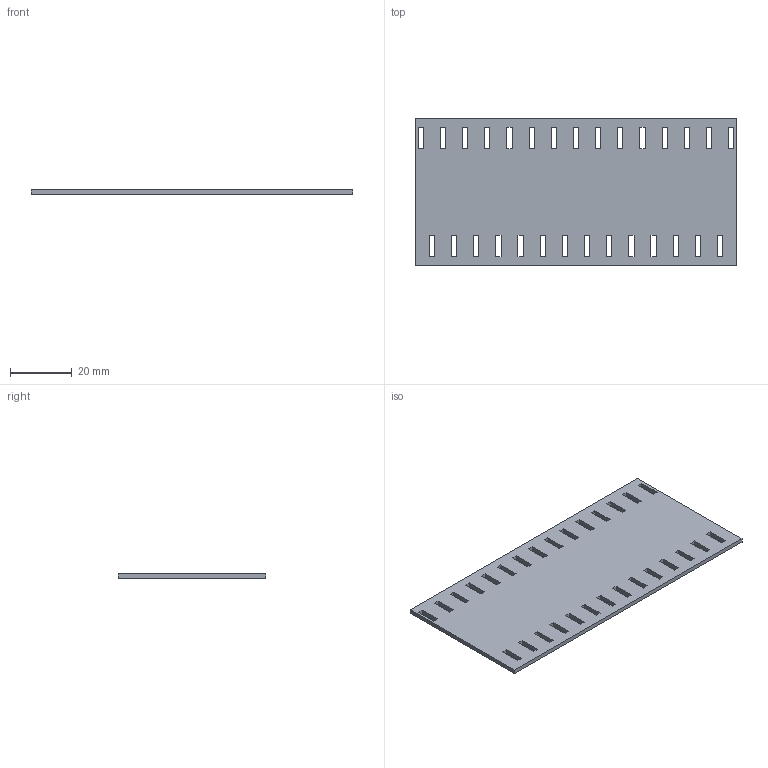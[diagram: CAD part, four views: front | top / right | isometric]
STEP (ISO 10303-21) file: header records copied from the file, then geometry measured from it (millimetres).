
FILE_DESCRIPTION (( 'STEP AP214' ), '1' );
FILE_NAME ('PCB_paper.STEP', '2023-04-21T21:02:35', ( '' ), ( '' ), 'SwSTEP 2.0', 'SolidWorks 2020', '' );
FILE_SCHEMA (( 'AUTOMOTIVE_DESIGN' ));
Length unit declared in the file: millimetre
Products named in the file (1): PCB_paper
Bounding box: 104.5 x 48 x 1.4 mm (x, y, z)
Volume: 6536.9 mm3; surface area: 10489.3 mm2
Topology: 1 solids, 1 shells, 252 faces, 702 edges, 468 vertices
Faces by surface type: plane 211, bspline 41
Entity records: 10394 total; most frequent: CARTESIAN_POINT 4048, ORIENTED_EDGE 1404, DIRECTION 1044, EDGE_CURVE 702, VECTOR 620, LINE 620, VERTEX_POINT 468, EDGE_LOOP 326
